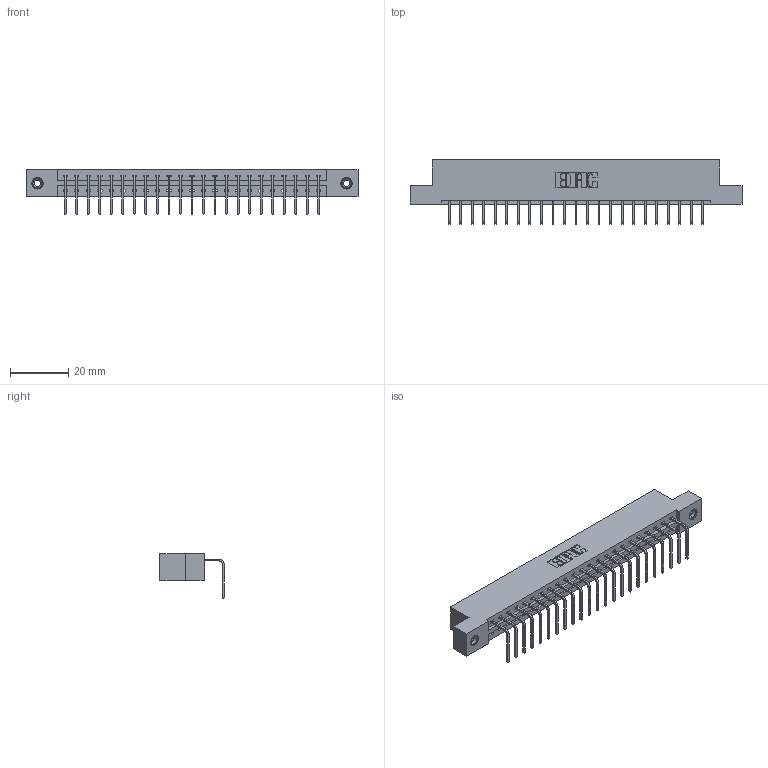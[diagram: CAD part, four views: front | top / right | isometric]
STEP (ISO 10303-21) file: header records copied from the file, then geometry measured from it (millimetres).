
FILE_DESCRIPTION (( 'STEP AP203' ), '1' );
FILE_NAME ('337-023-558-108.STEP', '2018-08-05T17:37:45', ( '' ), ( '' ), 'SwSTEP 2.0', 'SolidWorks 2016', '' );
FILE_SCHEMA (( 'CONFIG_CONTROL_DESIGN' ));
Length unit declared in the file: inch
Products named in the file (4): 345-250-001_345-250-003-102; 337-023-558-108; 337 Part_Flush Mounting Lugs - 0.156 Dia-TI; 345-292-001_558 Tail - 2
Assembly tree (26 placements, depth 2):
  337-023-558-108
    337 Part_Flush Mounting Lugs - 0.156 Dia-TI
    345-292-001_558 Tail - 2  x23
    345-250-001_345-250-003-102  x2
Bounding box: 114.15 x 22.17 x 15.37 mm (x, y, z)
Volume: 11696.1 mm3; surface area: 12481.2 mm2
Topology: 26 solids, 26 shells, 1646 faces, 4909 edges, 3234 vertices
Faces by surface type: plane 1206, cylinder 424, cone 12, torus 4
Entity records: 20824 total; most frequent: CARTESIAN_POINT 3606, ORIENTED_EDGE 3558, DIRECTION 3107, EDGE_CURVE 1779, LINE 1631, VECTOR 1631, VERTEX_POINT 1180, AXIS2_PLACEMENT_3D 738
